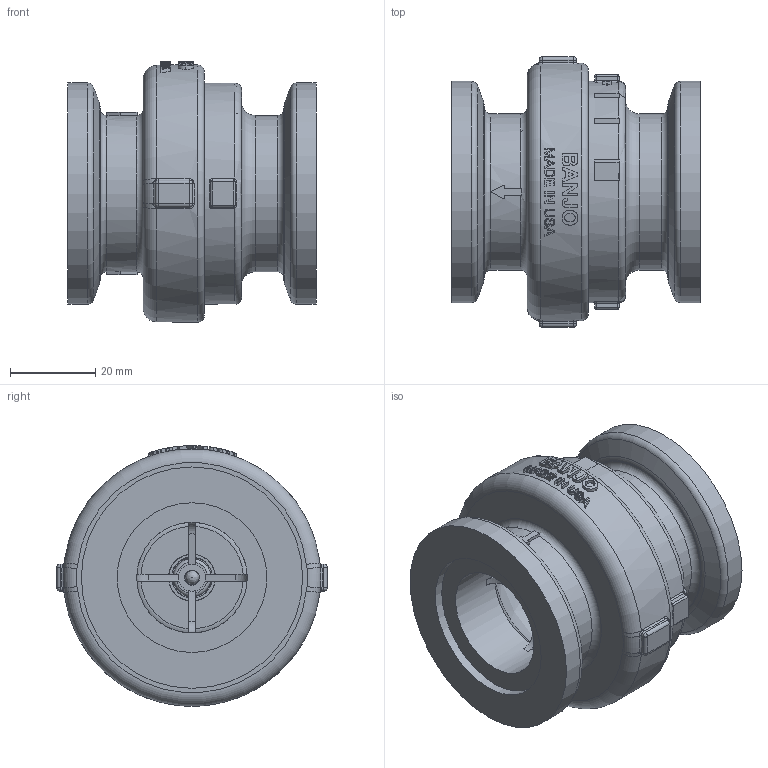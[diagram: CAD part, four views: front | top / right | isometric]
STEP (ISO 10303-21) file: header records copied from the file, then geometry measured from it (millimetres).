
FILE_DESCRIPTION(/* description */ ('1" MANIFOLD CHECKVALVE'),/* implementation_level */ '2;1');
FILE_NAME(/* name */ 'MCV100.stp',/* time_stamp */ '2016-12-05T11:35:15-05:00',/* author */ ('mclevenger'),/* organization */ (''),/* preprocessor_version */ 'ST-DEVELOPER v16.5',/* originating_system */ 'Autodesk Inventor 2017',/* authorisation */ '');
FILE_SCHEMA (('AUTOMOTIVE_DESIGN { 1 0 10303 214 3 1 1 }'));
Length unit declared in the file: inch
Products named in the file (7): MCV100; MCV10256; MCV10254; MCV10254X; CV10155; CV10175; CV101
Assembly tree (6 placements, depth 3):
  MCV100
    MCV10256
    MCV10254
      MCV10254X
    CV10155
    CV10175
    CV101
Bounding box: 58.1 x 63.3 x 61.01 mm (x, y, z)
Volume: 70478.8 mm3; surface area: 36384.3 mm2
Topology: 5 solids, 5 shells, 593 faces, 1498 edges, 912 vertices
Faces by surface type: plane 237, cylinder 140, bspline 112, torus 74, sphere 16, cone 14
Full cylindrical faces by diameter (mm): 3.175 x1, 3.556 x1, 4.762 x1, 5.08 x1, 17.462 x1, 19.05 x1, 25.908 x2, 29.21 x1, 35.052 x2, 36.576 x1, 39.649 x1, 43.18 x1, 44.069 x1, 45.212 x1, 51.816 x3, 52.324 x1, 60.249 x1
Entity records: 21132 total; most frequent: CARTESIAN_POINT 7323, ORIENTED_EDGE 2820, DIRECTION 2820, EDGE_CURVE 1410, AXIS2_PLACEMENT_3D 1133, VERTEX_POINT 900, EDGE_LOOP 692, FACE_OUTER_BOUND 593
